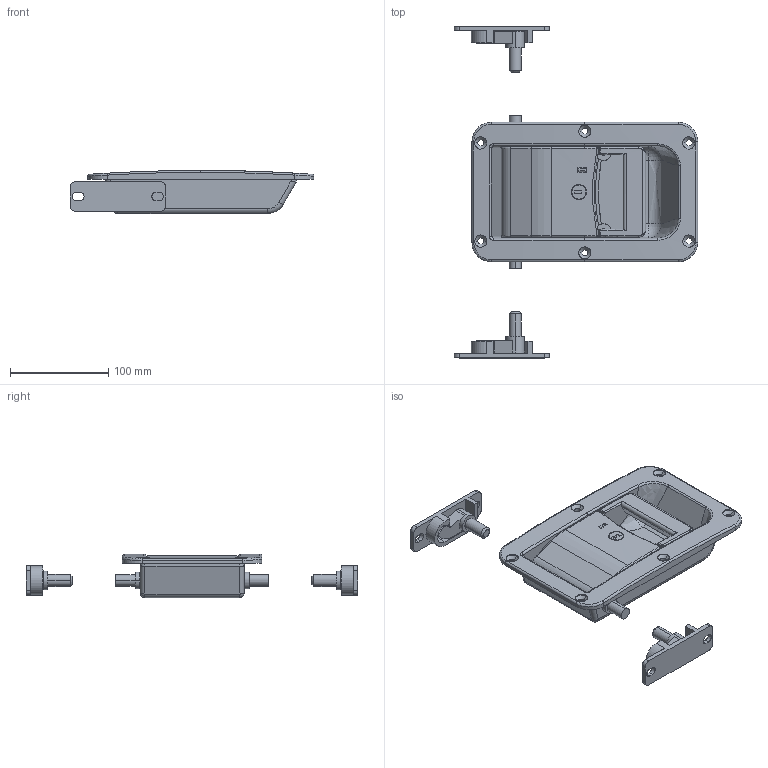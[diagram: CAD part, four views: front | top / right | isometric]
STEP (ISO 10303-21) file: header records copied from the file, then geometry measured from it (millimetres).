
FILE_DESCRIPTION (( 'STEP AP203' ), '1' );
FILE_NAME ('FA-816-1-C.STEP', '2010-08-30T07:22:49', ( ' ' ), ( ' ' ), 'SwSTEP 2.0', 'SolidWorks 2008', '' );
FILE_SCHEMA (( 'CONFIG_CONTROL_DESIGN' ));
Length unit declared in the file: millimetre
Products named in the file (13): FA-816-1硱獉_蹬怮椔; FA-816-1忡巍揕蹬怮椔; FA-861-1翌毆僭幫_蹬怮椔; FA-1815-S-5僉乕僷乕__R; FA-816-1-C; FA-816-1拸蹬灶蹬怮椔; A-816毆挈暊A_蹬怮椔; T0230儘乕僞乕_岞_棉太倌; シャッター_ﾃﾞﾌｫﾙﾄ; T0230僉儍僢僾_岞_棉太倌; FA-1815-S-5僼僢僋__R; FA-1815-S-5僼僢僋__L; FA-1815-S-5僉乕僷乕__L
Assembly tree (13 placements, depth 3):
  FA-816-1-C
    T0230儘乕僞乕_岞_棉太倌
      シャッター_ﾃﾞﾌｫﾙﾄ
      T0230僉儍僢僾_岞_棉太倌
    FA-1815-S-5僼僢僋__R
    FA-816-1硱獉_蹬怮椔
    A-816毆挈暊A_蹬怮椔  x2
    FA-861-1翌毆僭幫_蹬怮椔
    FA-1815-S-5僉乕僷乕__R
    FA-816-1忡巍揕蹬怮椔
    FA-1815-S-5僉乕僷乕__L
    FA-816-1拸蹬灶蹬怮椔
    FA-1815-S-5僼僢僋__L
Bounding box: 248 x 338.18 x 44.14 mm (x, y, z)
Volume: 503098.1 mm3; surface area: 201762.5 mm2
Topology: 12 solids, 12 shells, 599 faces, 1521 edges, 946 vertices
Faces by surface type: cylinder 263, plane 218, torus 45, bspline 35, cone 24, sphere 14
Entity records: 21694 total; most frequent: CARTESIAN_POINT 6320, DIRECTION 2954, ORIENTED_EDGE 2942, EDGE_CURVE 1471, AXIS2_PLACEMENT_3D 1110, VERTEX_POINT 926, VECTOR 734, LINE 734
